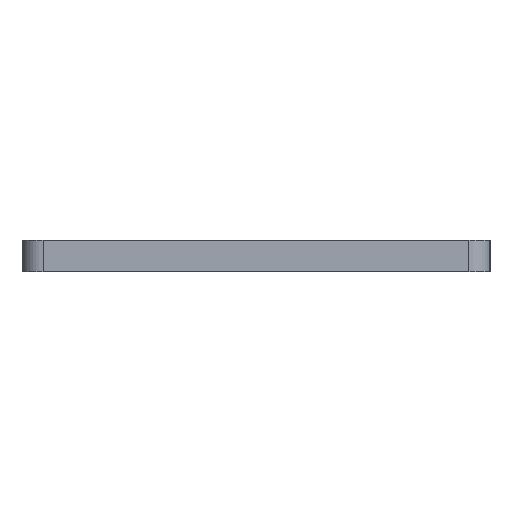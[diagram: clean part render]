
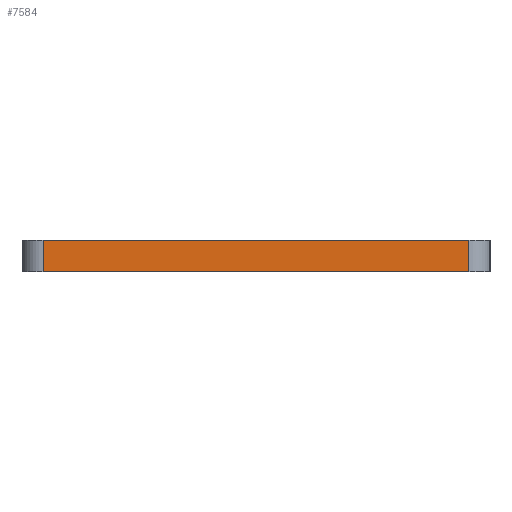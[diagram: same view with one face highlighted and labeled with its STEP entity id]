
A CAD part, left-side view. The second image highlights one B-rep face of the part: STEP entity #7584.
In plain terms, the highlighted planar face has unit normal (-1, 0, 0).
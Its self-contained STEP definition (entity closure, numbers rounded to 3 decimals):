
#244=DIRECTION('',(0.,-1.,0.));
#245=VECTOR('',#244,40.45);
#246=CARTESIAN_POINT('',(-241.5,20.225,0.));
#247=LINE('',#246,#245);
#1573=DIRECTION('',(0.,-1.,0.));
#1574=VECTOR('',#1573,40.45);
#1575=CARTESIAN_POINT('',(-241.5,20.225,3.));
#1576=LINE('',#1575,#1574);
#2849=DIRECTION('',(0.,0.,-1.));
#2850=VECTOR('',#2849,3.);
#2851=CARTESIAN_POINT('',(-241.5,20.225,3.));
#2852=LINE('',#2851,#2850);
#2853=DIRECTION('',(0.,0.,-1.));
#2854=VECTOR('',#2853,3.);
#2855=CARTESIAN_POINT('',(-241.5,-20.225,3.));
#2856=LINE('',#2855,#2854);
#4097=CARTESIAN_POINT('',(-241.5,20.225,0.));
#4099=VERTEX_POINT('',#4097);
#4103=CARTESIAN_POINT('',(-241.5,20.225,3.));
#4104=VERTEX_POINT('',#4103);
#4106=CARTESIAN_POINT('',(-241.5,-20.225,0.));
#4108=VERTEX_POINT('',#4106);
#4109=CARTESIAN_POINT('',(-241.5,-20.225,3.));
#4110=VERTEX_POINT('',#4109);
#7573=CARTESIAN_POINT('',(-241.5,22.225,0.));
#7574=DIRECTION('',(-1.,0.,0.));
#7575=DIRECTION('',(0.,-1.,0.));
#7576=AXIS2_PLACEMENT_3D('',#7573,#7574,#7575);
#7577=PLANE('',#7576);
#7578=ORIENTED_EDGE('',*,*,#7490,.F.);
#7579=ORIENTED_EDGE('',*,*,#6134,.T.);
#7580=ORIENTED_EDGE('',*,*,#7566,.T.);
#7581=ORIENTED_EDGE('',*,*,#5272,.F.);
#7582=EDGE_LOOP('',(#7578,#7579,#7580,#7581));
#7583=FACE_OUTER_BOUND('',#7582,.F.);
#5272=EDGE_CURVE('',#4099,#4108,#247,.T.);
#6134=EDGE_CURVE('',#4104,#4110,#1576,.T.);
#7490=EDGE_CURVE('',#4104,#4099,#2852,.T.);
#7566=EDGE_CURVE('',#4110,#4108,#2856,.T.);
#7584=ADVANCED_FACE('',(#7583),#7577,.T.);
